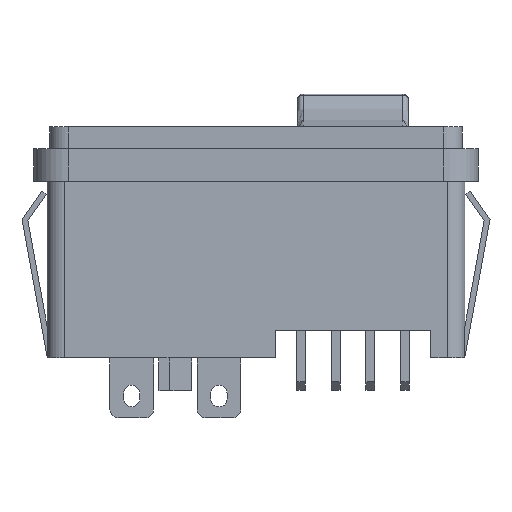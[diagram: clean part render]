
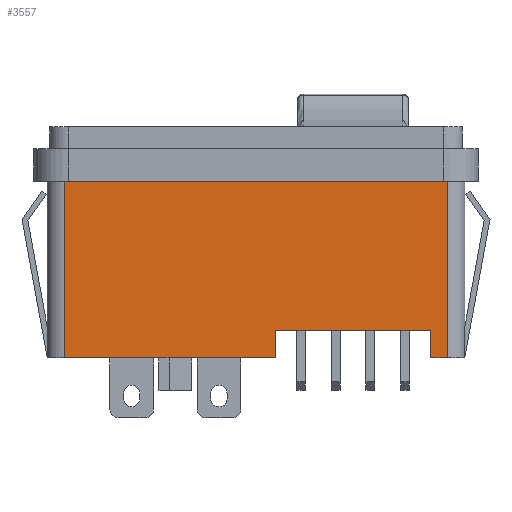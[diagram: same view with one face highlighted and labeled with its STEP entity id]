
A CAD part, left-side view. The second image highlights one B-rep face of the part: STEP entity #3557.
In plain terms, the highlighted planar face has unit normal (-1, 0, 0).
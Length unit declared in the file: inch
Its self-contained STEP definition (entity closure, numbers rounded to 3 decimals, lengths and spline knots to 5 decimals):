
#83 = LINE ( 'NONE', #142, #141 ) ;
#84 = DIRECTION ( 'NONE',  ( 0., 1., 0. ) ) ;
#85 = VECTOR ( 'NONE', #84, 39.37008 ) ;
#86 = CARTESIAN_POINT ( 'NONE',  ( -0.52362, -0.75394, -0.75591 ) ) ;
#87 = LINE ( 'NONE', #86, #85 ) ;
#132 = DIRECTION ( 'NONE',  ( 0., 0., -1. ) ) ;
#133 = DIRECTION ( 'NONE',  ( 1., 0., 0. ) ) ;
#134 = CARTESIAN_POINT ( 'NONE',  ( -0.52362, -0.75394, -0.75591 ) ) ;
#137 = AXIS2_PLACEMENT_3D ( 'NONE', #134, #133, #132 ) ;
#138 = PLANE ( 'NONE',  #137 ) ;
#139 = FACE_OUTER_BOUND ( 'NONE', #3558, .T. ) ;
#140 = DIRECTION ( 'NONE',  ( 0., 0., -1. ) ) ;
#141 = VECTOR ( 'NONE', #140, 39.37008 ) ;
#142 = CARTESIAN_POINT ( 'NONE',  ( -0.52362, -0.07039, -0.75591 ) ) ;
#357 = CARTESIAN_POINT ( 'NONE',  ( -0.52362, -0.07039, -0.75591 ) ) ;
#502 = VERTEX_POINT ( 'NONE', #3665 ) ;
#529 = VERTEX_POINT ( 'NONE', #3761 ) ;
#530 = EDGE_CURVE ( 'NONE', #529, #674, #3760, .T. ) ;
#531 = ORIENTED_EDGE ( 'NONE', *, *, #678, .F. ) ;
#535 = ORIENTED_EDGE ( 'NONE', *, *, #3552, .F. ) ;
#536 = ORIENTED_EDGE ( 'NONE', *, *, #537, .T. ) ;
#537 = EDGE_CURVE ( 'NONE', #502, #577, #3753, .T. ) ;
#538 = ORIENTED_EDGE ( 'NONE', *, *, #581, .F. ) ;
#577 = VERTEX_POINT ( 'NONE', #3840 ) ;
#578 = ORIENTED_EDGE ( 'NONE', *, *, #579, .T. ) ;
#579 = EDGE_CURVE ( 'NONE', #577, #529, #3839, .T. ) ;
#580 = ORIENTED_EDGE ( 'NONE', *, *, #530, .T. ) ;
#581 = EDGE_CURVE ( 'NONE', #925, #809, #3835, .T. ) ;
#582 = ORIENTED_EDGE ( 'NONE', *, *, #811, .F. ) ;
#674 = VERTEX_POINT ( 'NONE', #4059 ) ;
#678 = EDGE_CURVE ( 'NONE', #11436, #674, #4052, .T. ) ;
#809 = VERTEX_POINT ( 'NONE', #4365 ) ;
#811 = EDGE_CURVE ( 'NONE', #809, #812, #4364, .T. ) ;
#812 = VERTEX_POINT ( 'NONE', #4360 ) ;
#925 = VERTEX_POINT ( 'NONE', #4586 ) ;
#3552 = EDGE_CURVE ( 'NONE', #502, #925, #87, .T. ) ;
#3554 = ORIENTED_EDGE ( 'NONE', *, *, #3555, .F. ) ;
#3555 = EDGE_CURVE ( 'NONE', #812, #11436, #83, .T. ) ;
#3557 = ADVANCED_FACE ( 'NONE', ( #139 ), #138, .F. ) ;
#3558 = EDGE_LOOP ( 'NONE', ( #3554, #582, #538, #535, #536, #578, #580, #531 ) ) ;
#3665 = CARTESIAN_POINT ( 'NONE',  ( -0.52362, -0.69144, -0.75591 ) ) ;
#3747 = DIRECTION ( 'NONE',  ( 0., 0., 1. ) ) ;
#3748 = VECTOR ( 'NONE', #3747, 39.37008 ) ;
#3749 = CARTESIAN_POINT ( 'NONE',  ( -0.52362, -0.69144, -0.75591 ) ) ;
#3753 = LINE ( 'NONE', #3749, #3748 ) ;
#3757 = DIRECTION ( 'NONE',  ( 0., 0., -1. ) ) ;
#3758 = VECTOR ( 'NONE', #3757, 39.37008 ) ;
#3759 = CARTESIAN_POINT ( 'NONE',  ( -0.52362, 0.69144, -0.75591 ) ) ;
#3760 = LINE ( 'NONE', #3759, #3758 ) ;
#3761 = CARTESIAN_POINT ( 'NONE',  ( -0.52362, 0.69144, -0.11811 ) ) ;
#3832 = DIRECTION ( 'NONE',  ( 0., 0., 1. ) ) ;
#3833 = VECTOR ( 'NONE', #3832, 39.37008 ) ;
#3834 = CARTESIAN_POINT ( 'NONE',  ( -0.52362, -0.63039, -0.75591 ) ) ;
#3835 = LINE ( 'NONE', #3834, #3833 ) ;
#3836 = DIRECTION ( 'NONE',  ( 0., 1., 0. ) ) ;
#3837 = VECTOR ( 'NONE', #3836, 39.37008 ) ;
#3838 = CARTESIAN_POINT ( 'NONE',  ( -0.52362, -0.75394, -0.11811 ) ) ;
#3839 = LINE ( 'NONE', #3838, #3837 ) ;
#3840 = CARTESIAN_POINT ( 'NONE',  ( -0.52362, -0.69144, -0.11811 ) ) ;
#4049 = DIRECTION ( 'NONE',  ( 0., 1., 0. ) ) ;
#4050 = VECTOR ( 'NONE', #4049, 39.37008 ) ;
#4051 = CARTESIAN_POINT ( 'NONE',  ( -0.52362, -0.75394, -0.75591 ) ) ;
#4052 = LINE ( 'NONE', #4051, #4050 ) ;
#4059 = CARTESIAN_POINT ( 'NONE',  ( -0.52362, 0.69144, -0.75591 ) ) ;
#4360 = CARTESIAN_POINT ( 'NONE',  ( -0.52362, -0.07039, -0.65591 ) ) ;
#4361 = DIRECTION ( 'NONE',  ( 0., 1., 0. ) ) ;
#4362 = VECTOR ( 'NONE', #4361, 39.37008 ) ;
#4363 = CARTESIAN_POINT ( 'NONE',  ( -0.52362, -0.07039, -0.65591 ) ) ;
#4364 = LINE ( 'NONE', #4363, #4362 ) ;
#4365 = CARTESIAN_POINT ( 'NONE',  ( -0.52362, -0.63039, -0.65591 ) ) ;
#4586 = CARTESIAN_POINT ( 'NONE',  ( -0.52362, -0.63039, -0.75591 ) ) ;
#11436 = VERTEX_POINT ( 'NONE', #357 ) ;
